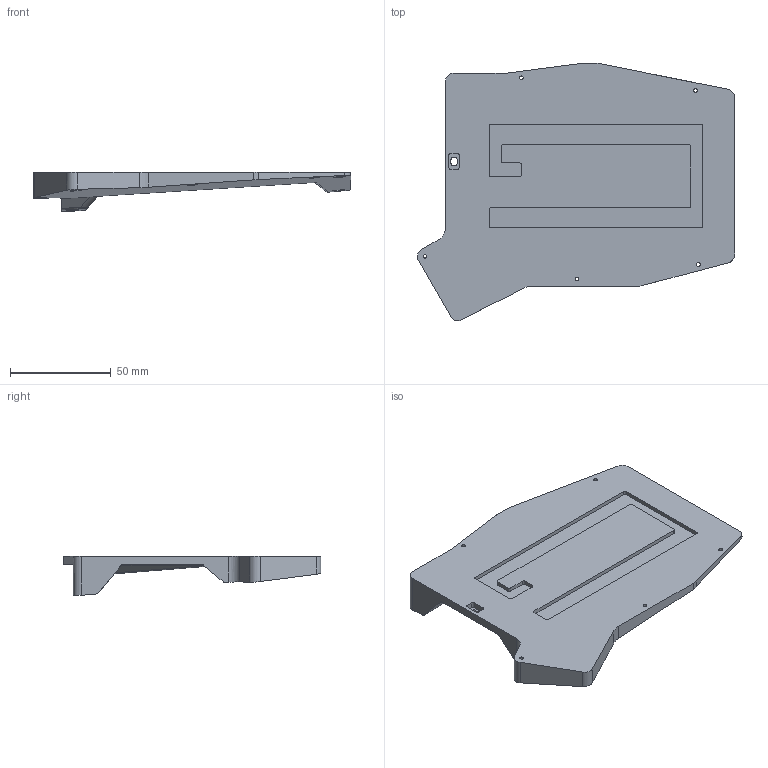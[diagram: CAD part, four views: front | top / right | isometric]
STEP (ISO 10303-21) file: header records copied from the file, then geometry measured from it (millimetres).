
FILE_DESCRIPTION(/* description */ (''),/* implementation_level */ '2;1');
FILE_NAME(/* name */ 'bottom_right.step',/* time_stamp */ '2022-08-17T10:42:01+02:00',/* author */ (''),/* organization */ (''),/* preprocessor_version */ 'ST-DEVELOPER v19',/* originating_system */ 'Autodesk Translation Framework v11.7.0.108',/* authorisation */ '');
FILE_SCHEMA (('AUTOMOTIVE_DESIGN { 1 0 10303 214 3 1 1 }'));
Length unit declared in the file: millimetre
Products named in the file (1): bottom_right
Bounding box: 157.17 x 127.57 x 19.44 mm (x, y, z)
Volume: 85203.5 mm3; surface area: 36449 mm2
Topology: 1 solids, 1 shells, 111 faces, 294 edges, 190 vertices
Faces by surface type: cylinder 55, plane 45, bspline 6, cone 4, sphere 1
Full cylindrical faces by diameter (mm): 1.8 x4, 5 x4, 6.2 x4
Entity records: 3756 total; most frequent: CARTESIAN_POINT 875, DIRECTION 609, ORIENTED_EDGE 588, EDGE_CURVE 294, AXIS2_PLACEMENT_3D 218, VERTEX_POINT 190, LINE 173, VECTOR 173
